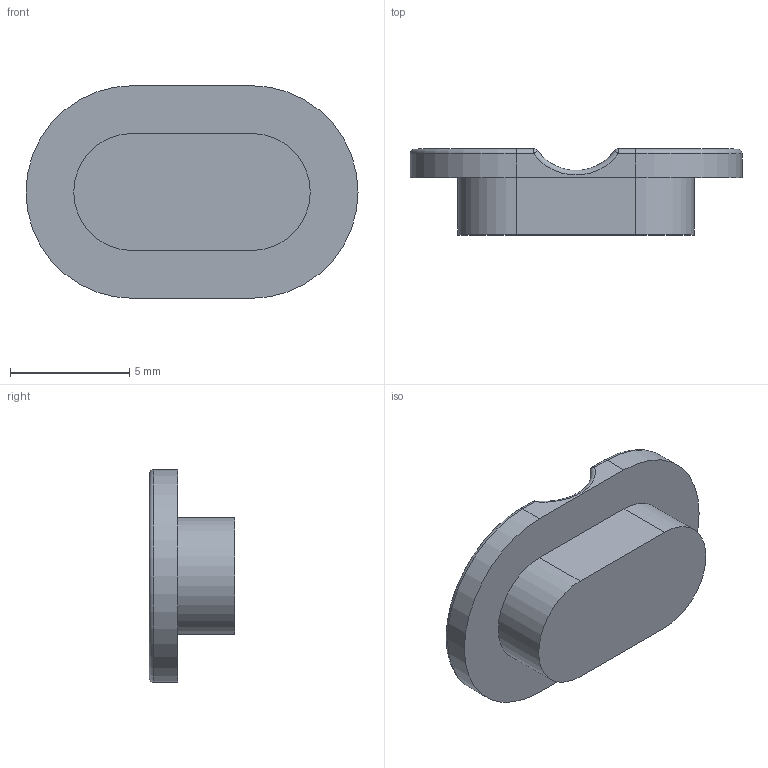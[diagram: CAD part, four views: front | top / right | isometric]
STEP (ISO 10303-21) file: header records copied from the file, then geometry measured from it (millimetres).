
FILE_DESCRIPTION (( 'STEP AP214' ), '1' );
FILE_NAME ('segment-pcb-ty-rap-mount.STEP', '2023-09-17T18:41:44', ( '' ), ( '' ), 'SwSTEP 2.0', 'SolidWorks 2022', '' );
FILE_SCHEMA (( 'AUTOMOTIVE_DESIGN' ));
Length unit declared in the file: millimetre
Products named in the file (1): segment-pcb-ty-rap-mount
Bounding box: 13.9 x 3.6 x 8.9 mm (x, y, z)
Volume: 192 mm3; surface area: 376 mm2
Topology: 1 solids, 1 shells, 52 faces, 119 edges, 66 vertices
Faces by surface type: cylinder 20, bspline 14, plane 10, torus 4, sphere 4
Entity records: 2201 total; most frequent: CARTESIAN_POINT 1088, ORIENTED_EDGE 230, DIRECTION 217, EDGE_CURVE 115, AXIS2_PLACEMENT_3D 87, VERTEX_POINT 66, EDGE_LOOP 55, FACE_OUTER_BOUND 52
